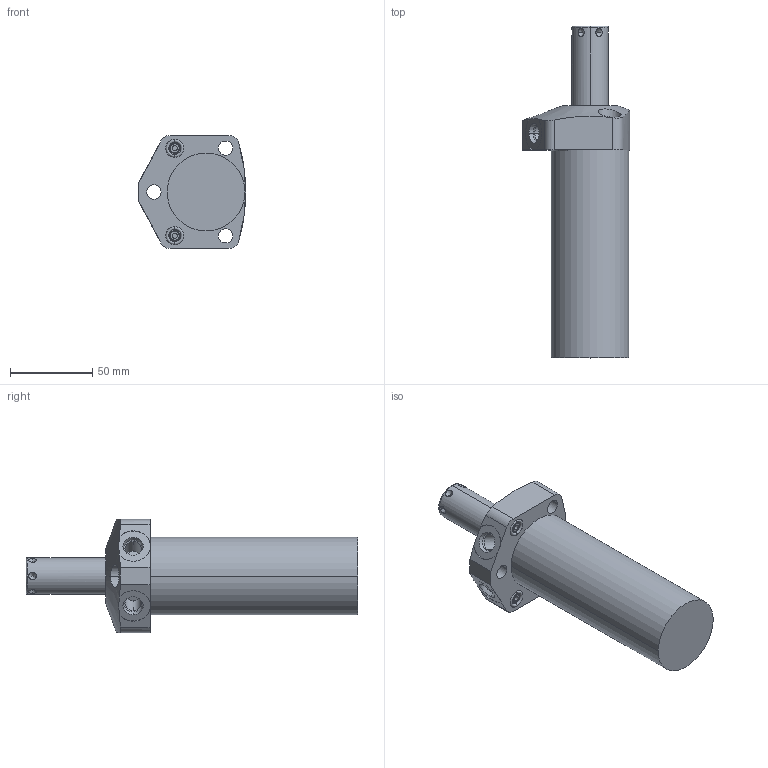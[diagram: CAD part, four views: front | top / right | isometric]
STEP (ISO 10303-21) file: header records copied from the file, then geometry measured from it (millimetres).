
FILE_DESCRIPTION((''),'2;1');
FILE_NAME('ILC14621310R','2013-04-04T',('jdw'),(''),'PRO/ENGINEER BY PARAMETRIC TECHNOLOGY CORPORATION, 2007460','PRO/ENGINEER BY PARAMETRIC TECHNOLOGY CORPORATION, 2007460','');
FILE_SCHEMA(('AUTOMOTIVE_DESIGN_CC2 { 1 2 10303 214 -1 1 5 2 }'));
Length unit declared in the file: inch
Products named in the file (1): ILC14621310R
Bounding box: 65.41 x 202.03 x 68.83 mm (x, y, z)
Volume: 321816.5 mm3; surface area: 40775.7 mm2
Topology: 1 solids, 2 shells, 132 faces, 303 edges, 187 vertices
Faces by surface type: cylinder 57, plane 33, cone 32, torus 10
Entity records: 5090 total; most frequent: CARTESIAN_POINT 931, DIRECTION 664, ORIENTED_EDGE 574, PRESENTATION_STYLE_ASSIGNMENT 304, STYLED_ITEM 291, CURVE_STYLE 289, EDGE_CURVE 289, AXIS2_PLACEMENT_3D 280
